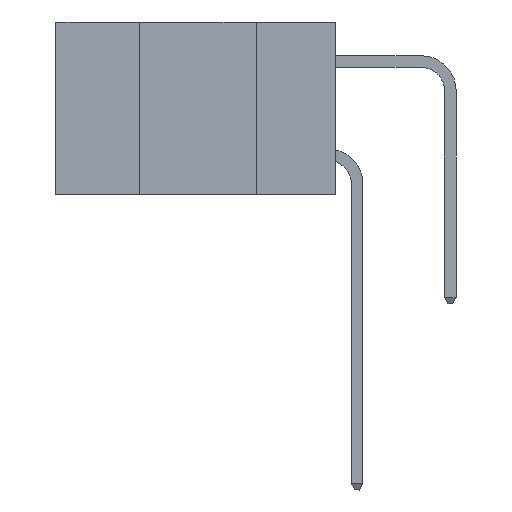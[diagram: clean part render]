
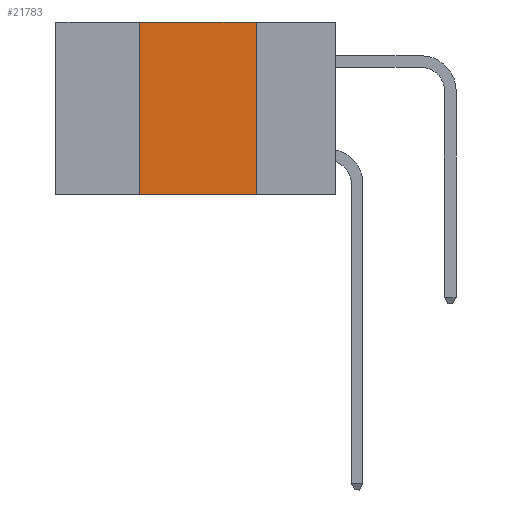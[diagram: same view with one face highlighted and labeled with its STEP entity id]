
A CAD part, left-side view. The second image highlights one B-rep face of the part: STEP entity #21783.
In plain terms, the highlighted planar face has unit normal (-1, 0, 0).
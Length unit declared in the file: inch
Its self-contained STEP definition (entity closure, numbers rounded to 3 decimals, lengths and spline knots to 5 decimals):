
#159 = LINE ( 'NONE', #15995, #29388 ) ;
#480 = DIRECTION ( 'NONE',  ( 0., -1., 0. ) ) ;
#1691 = EDGE_CURVE ( 'NONE', #31314, #6400, #32377, .T. ) ;
#2299 = DIRECTION ( 'NONE',  ( 0., 0., -1. ) ) ;
#4081 = VECTOR ( 'NONE', #14497, 39.37008 ) ;
#4372 = LINE ( 'NONE', #17451, #4081 ) ;
#6333 = ORIENTED_EDGE ( 'NONE', *, *, #6340, .F. ) ;
#6340 = EDGE_CURVE ( 'NONE', #40026, #31314, #4372, .T. ) ;
#6400 = VERTEX_POINT ( 'NONE', #40457 ) ;
#7051 = EDGE_LOOP ( 'NONE', ( #13386, #19414, #6333, #34263 ) ) ;
#7197 = CARTESIAN_POINT ( 'NONE',  ( 0., 0.42, -0.37 ) ) ;
#12245 = DIRECTION ( 'NONE',  ( 1., 0., 0. ) ) ;
#13386 = ORIENTED_EDGE ( 'NONE', *, *, #26560, .F. ) ;
#14497 = DIRECTION ( 'NONE',  ( 0., 0., 1. ) ) ;
#15163 = EDGE_CURVE ( 'NONE', #40026, #27980, #159, .T. ) ;
#15407 = PLANE ( 'NONE',  #35962 ) ;
#15779 = VECTOR ( 'NONE', #480, 39.37008 ) ;
#15995 = CARTESIAN_POINT ( 'NONE',  ( 0., 0.6, -0.37 ) ) ;
#17451 = CARTESIAN_POINT ( 'NONE',  ( 0., 0.42, 0. ) ) ;
#19414 = ORIENTED_EDGE ( 'NONE', *, *, #1691, .F. ) ;
#21108 = CARTESIAN_POINT ( 'NONE',  ( 0., 0.17, 0. ) ) ;
#21783 = ADVANCED_FACE ( 'NONE', ( #31052 ), #15407, .F. ) ;
#22293 = DIRECTION ( 'NONE',  ( 0., -1., 0. ) ) ;
#22669 = CARTESIAN_POINT ( 'NONE',  ( 0., 0.6, 0. ) ) ;
#25602 = CARTESIAN_POINT ( 'NONE',  ( 0., 0.17, -0.37 ) ) ;
#26560 = EDGE_CURVE ( 'NONE', #6400, #27980, #28277, .T. ) ;
#27980 = VERTEX_POINT ( 'NONE', #25602 ) ;
#28101 = CARTESIAN_POINT ( 'NONE',  ( 0., 0.6, 0. ) ) ;
#28277 = LINE ( 'NONE', #21108, #37466 ) ;
#29388 = VECTOR ( 'NONE', #22293, 39.37008 ) ;
#31052 = FACE_OUTER_BOUND ( 'NONE', #7051, .T. ) ;
#31314 = VERTEX_POINT ( 'NONE', #39057 ) ;
#32377 = LINE ( 'NONE', #22669, #15779 ) ;
#34263 = ORIENTED_EDGE ( 'NONE', *, *, #15163, .T. ) ;
#35962 = AXIS2_PLACEMENT_3D ( 'NONE', #28101, #12245, #40753 ) ;
#37466 = VECTOR ( 'NONE', #2299, 39.37008 ) ;
#39057 = CARTESIAN_POINT ( 'NONE',  ( 0., 0.42, 0. ) ) ;
#40026 = VERTEX_POINT ( 'NONE', #7197 ) ;
#40457 = CARTESIAN_POINT ( 'NONE',  ( 0., 0.17, 0. ) ) ;
#40753 = DIRECTION ( 'NONE',  ( 0., 0., -1. ) ) ;
